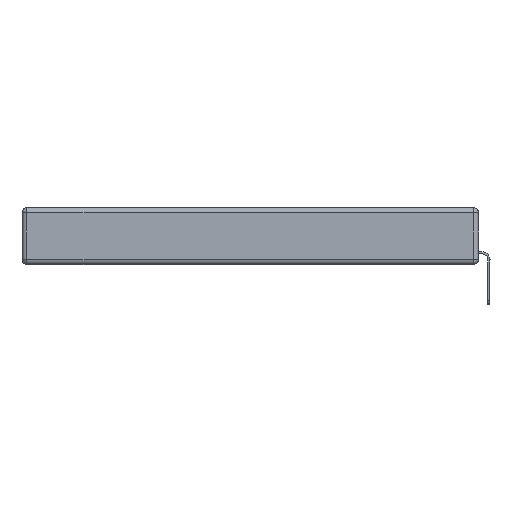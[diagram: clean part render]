
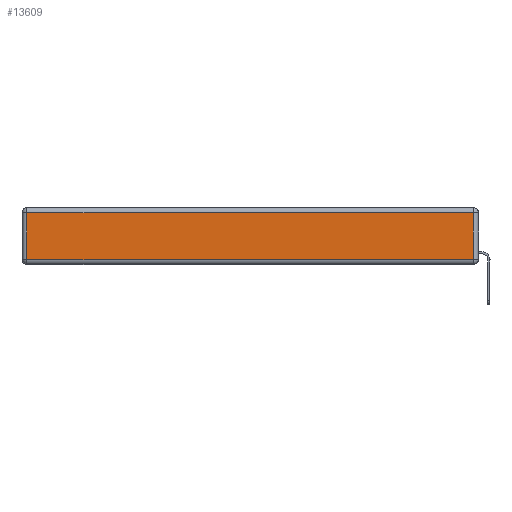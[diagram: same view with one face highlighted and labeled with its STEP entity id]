
A CAD part, left-side view. The second image highlights one B-rep face of the part: STEP entity #13609.
In plain terms, the highlighted planar face has unit normal (-1, 0, 0).
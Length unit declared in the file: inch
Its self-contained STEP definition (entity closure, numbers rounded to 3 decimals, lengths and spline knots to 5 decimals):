
#531 = CARTESIAN_POINT ( 'NONE',  ( 0., 2.72, -0.343 ) ) ;
#965 = CARTESIAN_POINT ( 'NONE',  ( 0., 0., -0.343 ) ) ;
#1203 = CARTESIAN_POINT ( 'NONE',  ( 0., 2.72, -0.313 ) ) ;
#1855 = VERTEX_POINT ( 'NONE', #6785 ) ;
#2238 = LINE ( 'NONE', #8435, #9053 ) ;
#2492 = FACE_OUTER_BOUND ( 'NONE', #5904, .T. ) ;
#3356 = VECTOR ( 'NONE', #11637, 39.37008 ) ;
#3470 = DIRECTION ( 'NONE',  ( 0., 0., 1. ) ) ;
#3535 = DIRECTION ( 'NONE',  ( 0., -1., 0. ) ) ;
#4447 = CARTESIAN_POINT ( 'NONE',  ( 0., 0.03, -0.03 ) ) ;
#5075 = EDGE_CURVE ( 'NONE', #12085, #12019, #14201, .T. ) ;
#5571 = EDGE_CURVE ( 'NONE', #12019, #6777, #6734, .T. ) ;
#5904 = EDGE_LOOP ( 'NONE', ( #13138, #8534, #12201, #10998 ) ) ;
#6279 = VECTOR ( 'NONE', #9120, 39.37008 ) ;
#6734 = LINE ( 'NONE', #531, #3356 ) ;
#6777 = VERTEX_POINT ( 'NONE', #1203 ) ;
#6785 = CARTESIAN_POINT ( 'NONE',  ( 0., 0.03, -0.313 ) ) ;
#7568 = CARTESIAN_POINT ( 'NONE',  ( 0., 2.72, -0.03 ) ) ;
#8084 = EDGE_CURVE ( 'NONE', #1855, #12085, #11013, .T. ) ;
#8435 = CARTESIAN_POINT ( 'NONE',  ( 0., 0., -0.313 ) ) ;
#8534 = ORIENTED_EDGE ( 'NONE', *, *, #8084, .T. ) ;
#9053 = VECTOR ( 'NONE', #3535, 39.37008 ) ;
#9120 = DIRECTION ( 'NONE',  ( 0., 1., 0. ) ) ;
#10998 = ORIENTED_EDGE ( 'NONE', *, *, #5571, .T. ) ;
#11013 = LINE ( 'NONE', #11096, #15211 ) ;
#11096 = CARTESIAN_POINT ( 'NONE',  ( 0., 0.03, -0.343 ) ) ;
#11637 = DIRECTION ( 'NONE',  ( 0., 0., -1. ) ) ;
#12019 = VERTEX_POINT ( 'NONE', #7568 ) ;
#12085 = VERTEX_POINT ( 'NONE', #4447 ) ;
#12201 = ORIENTED_EDGE ( 'NONE', *, *, #5075, .T. ) ;
#13138 = ORIENTED_EDGE ( 'NONE', *, *, #13931, .T. ) ;
#13365 = PLANE ( 'NONE',  #13751 ) ;
#13609 = ADVANCED_FACE ( 'NONE', ( #2492 ), #13365, .T. ) ;
#13751 = AXIS2_PLACEMENT_3D ( 'NONE', #965, #14678, #3470 ) ;
#13931 = EDGE_CURVE ( 'NONE', #6777, #1855, #2238, .T. ) ;
#14121 = CARTESIAN_POINT ( 'NONE',  ( 0., 2.75, -0.03 ) ) ;
#14201 = LINE ( 'NONE', #14121, #6279 ) ;
#14678 = DIRECTION ( 'NONE',  ( -1., 0., 0. ) ) ;
#15211 = VECTOR ( 'NONE', #15976, 39.37008 ) ;
#15976 = DIRECTION ( 'NONE',  ( 0., 0., 1. ) ) ;
